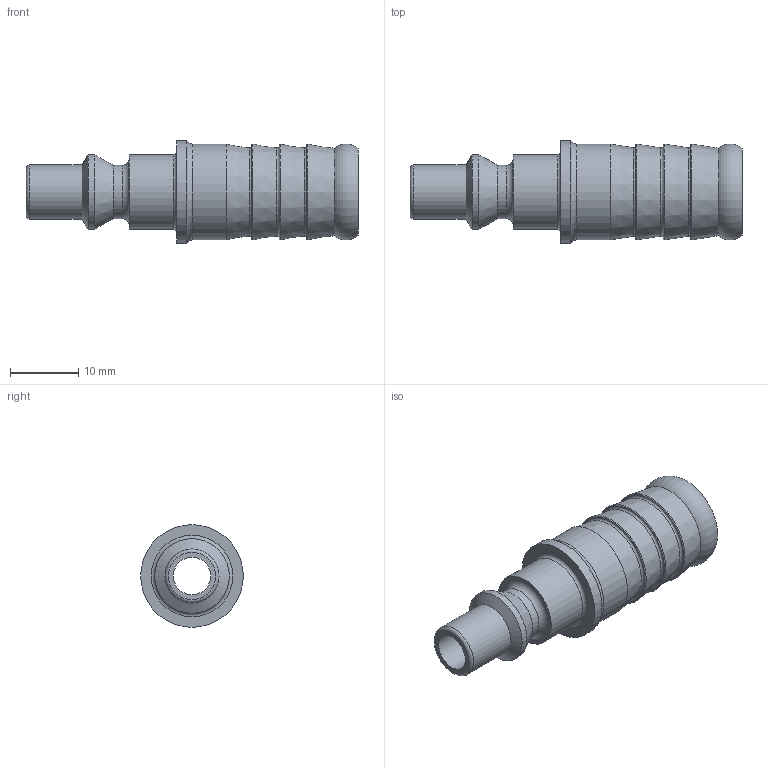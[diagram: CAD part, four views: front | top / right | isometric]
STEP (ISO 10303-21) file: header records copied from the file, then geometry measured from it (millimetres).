
FILE_DESCRIPTION(/* description */ (''),/* implementation_level */ '2;1');
FILE_NAME(/* name */ '22sftf13sxn.stp',/* time_stamp */ '2021-06-21T12:44:28+02:00',/* author */ ('IA176480'),/* organization */ (''),/* preprocessor_version */ 'ST-DEVELOPER v17.2',/* originating_system */ 'Autodesk Inventor 2019',/* authorisation */ '');
FILE_SCHEMA (('CONFIG_CONTROL_DESIGN'));
Length unit declared in the file: millimetre
Products named in the file (1): 22SFTF13SXN
Bounding box: 48.5 x 15 x 15 mm (x, y, z)
Volume: 2764.7 mm3; surface area: 3306.7 mm2
Topology: 1 solids, 1 shells, 33 faces, 100 edges, 74 vertices
Faces by surface type: torus 11, cylinder 8, cone 7, plane 7
Full cylindrical faces by diameter (mm): 5.5 x1, 7.8 x1, 7.9 x1, 10.5 x1, 10.9 x2, 14 x1, 15 x1
Entity records: 1260 total; most frequent: DIRECTION 253, CARTESIAN_POINT 208, ORIENTED_EDGE 200, AXIS2_PLACEMENT_3D 119, EDGE_CURVE 100, CIRCLE 85, VERTEX_POINT 74, EDGE_LOOP 40
